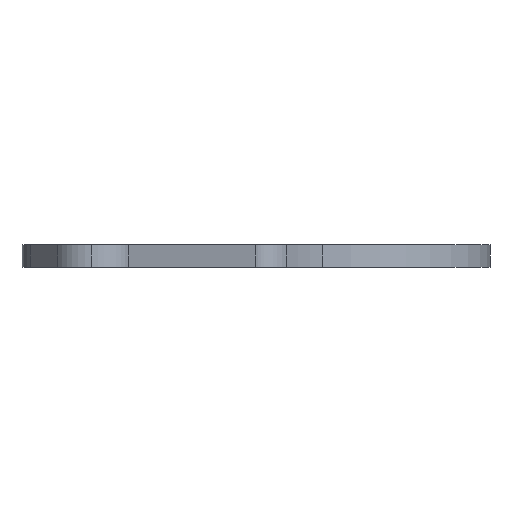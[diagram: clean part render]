
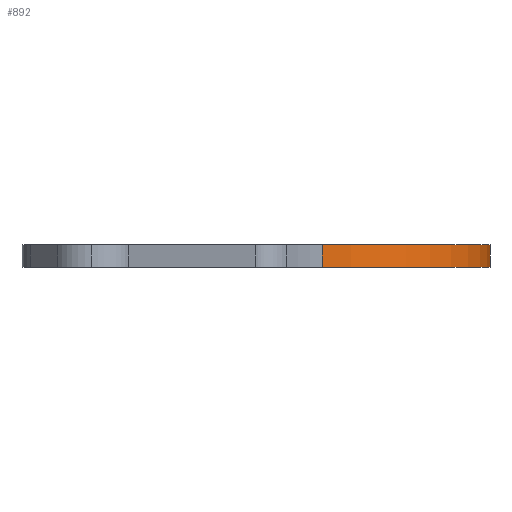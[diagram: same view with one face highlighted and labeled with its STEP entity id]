
A CAD part, left-side view. The second image highlights one B-rep face of the part: STEP entity #892.
In plain terms, the highlighted cylindrical face has radius 5.994 mm (diameter 11.989 mm), a partial arc.
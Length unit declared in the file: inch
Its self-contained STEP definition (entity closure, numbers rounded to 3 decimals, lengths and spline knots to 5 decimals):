
#3 = DIRECTION ( 'NONE',  ( 1., 0., 0. ) ) ;
#4 = EDGE_CURVE ( 'NONE', #86, #369, #189, .T. ) ;
#7 = VERTEX_POINT ( 'NONE', #646 ) ;
#21 = DIRECTION ( 'NONE',  ( 0., 0., -1. ) ) ;
#31 = CIRCLE ( 'NONE', #492, 0.236 ) ;
#86 = VERTEX_POINT ( 'NONE', #898 ) ;
#124 = LINE ( 'NONE', #496, #259 ) ;
#189 = LINE ( 'NONE', #926, #585 ) ;
#259 = VECTOR ( 'NONE', #793, 39.37008 ) ;
#292 = DIRECTION ( 'NONE',  ( 0., 0., 1. ) ) ;
#334 = ORIENTED_EDGE ( 'NONE', *, *, #771, .F. ) ;
#369 = VERTEX_POINT ( 'NONE', #562 ) ;
#392 = EDGE_CURVE ( 'NONE', #7, #462, #124, .T. ) ;
#462 = VERTEX_POINT ( 'NONE', #640 ) ;
#492 = AXIS2_PLACEMENT_3D ( 'NONE', #651, #879, #505 ) ;
#496 = CARTESIAN_POINT ( 'NONE',  ( -0.236, 0., 0.032 ) ) ;
#505 = DIRECTION ( 'NONE',  ( 1., 0., 0. ) ) ;
#511 = FACE_OUTER_BOUND ( 'NONE', #762, .T. ) ;
#562 = CARTESIAN_POINT ( 'NONE',  ( 0.236, 0., 0. ) ) ;
#585 = VECTOR ( 'NONE', #21, 39.37008 ) ;
#587 = AXIS2_PLACEMENT_3D ( 'NONE', #590, #734, #893 ) ;
#590 = CARTESIAN_POINT ( 'NONE',  ( 0., 0., 0.032 ) ) ;
#625 = ORIENTED_EDGE ( 'NONE', *, *, #392, .T. ) ;
#640 = CARTESIAN_POINT ( 'NONE',  ( -0.236, 0., 0. ) ) ;
#646 = CARTESIAN_POINT ( 'NONE',  ( -0.236, 0., 0.032 ) ) ;
#651 = CARTESIAN_POINT ( 'NONE',  ( 0., 0., 0.032 ) ) ;
#734 = DIRECTION ( 'NONE',  ( 0., 0., -1. ) ) ;
#757 = AXIS2_PLACEMENT_3D ( 'NONE', #884, #292, #3 ) ;
#762 = EDGE_LOOP ( 'NONE', ( #963, #334, #625, #967 ) ) ;
#771 = EDGE_CURVE ( 'NONE', #7, #86, #31, .T. ) ;
#772 = CIRCLE ( 'NONE', #757, 0.236 ) ;
#793 = DIRECTION ( 'NONE',  ( 0., 0., -1. ) ) ;
#879 = DIRECTION ( 'NONE',  ( 0., 0., 1. ) ) ;
#880 = EDGE_CURVE ( 'NONE', #462, #369, #772, .T. ) ;
#884 = CARTESIAN_POINT ( 'NONE',  ( 0., 0., 0. ) ) ;
#892 = ADVANCED_FACE ( 'NONE', ( #511 ), #961, .T. ) ;
#893 = DIRECTION ( 'NONE',  ( -1., 0., 0. ) ) ;
#898 = CARTESIAN_POINT ( 'NONE',  ( 0.236, 0., 0.032 ) ) ;
#926 = CARTESIAN_POINT ( 'NONE',  ( 0.236, 0., 0.032 ) ) ;
#961 = CYLINDRICAL_SURFACE ( 'NONE', #587, 0.236 ) ;
#963 = ORIENTED_EDGE ( 'NONE', *, *, #4, .F. ) ;
#967 = ORIENTED_EDGE ( 'NONE', *, *, #880, .T. ) ;
